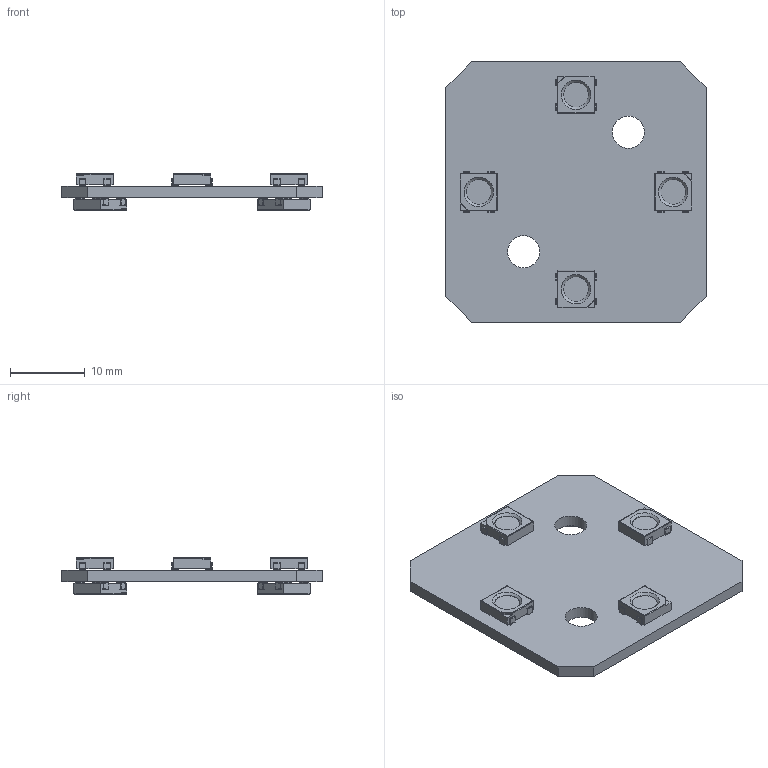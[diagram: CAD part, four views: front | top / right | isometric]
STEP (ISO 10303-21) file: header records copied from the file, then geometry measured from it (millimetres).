
FILE_DESCRIPTION(('KiCad electronic assembly'),'2;1');
FILE_NAME('companion.step','2022-10-07T20:16:00',('Pcbnew'),('Kicad'), 'Open CASCADE STEP processor 7.6','KiCad to STEP converter','Unknown' );
FILE_SCHEMA(('AUTOMOTIVE_DESIGN { 1 0 10303 214 1 1 1 1 }'));
Length unit declared in the file: millimetre
Products named in the file (4): companion 1; LED_WS2812B_PLCC4_5.0x5.0mm_P3.2mm; SOLID; companion PCB
Assembly tree (10 placements, depth 3):
  companion 1
    LED_WS2812B_PLCC4_5.0x5.0mm_P3.2mm  x8
      SOLID
    companion PCB
Bounding box: 34.8 x 34.8 x 4.9 mm (x, y, z)
Volume: 2127.9 mm3; surface area: 3301.1 mm2
Topology: 9 solids, 9 shells, 556 faces, 1638 edges, 1076 vertices
Faces by surface type: bspline 544, plane 10, cylinder 2
Full cylindrical faces by diameter (mm): 4.3 x2
Entity records: 5791 total; most frequent: CARTESIAN_POINT 2031, B_SPLINE_CURVE_WITH_KNOTS 529, ORIENTED_EDGE 462, PCURVE 462, DEFINITIONAL_REPRESENTATION 462, EDGE_CURVE 231, SURFACE_CURVE 227, VERTEX_POINT 152
